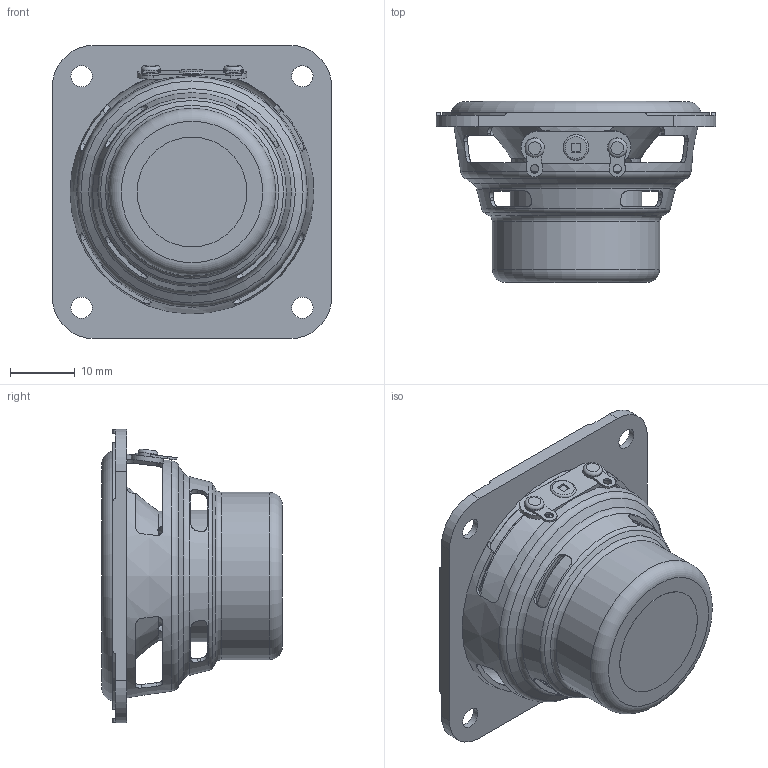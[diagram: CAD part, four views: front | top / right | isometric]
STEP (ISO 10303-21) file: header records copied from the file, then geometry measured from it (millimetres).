
FILE_DESCRIPTION(/* description */ (''),/* implementation_level */ '2;1');
FILE_NAME(/* name */ 'AS04504PS-X-R.stp',/* time_stamp */ '2019-10-15T10:24:26-04:00',/* author */ ('VanDenBroek'),/* organization */ (''),/* preprocessor_version */ 'ST-DEVELOPER v16.1',/* originating_system */ 'Autodesk Inventor 2016',/* authorisation */ '');
FILE_SCHEMA (('AUTOMOTIVE_DESIGN { 1 0 10303 214 3 1 1 }'));
Length unit declared in the file: millimetre
Products named in the file (1): AS04504PS-X-R
Bounding box: 43.3 x 28.01 x 45.4 mm (x, y, z)
Volume: 6777.7 mm3; surface area: 15645 mm2
Topology: 1 solids, 1 shells, 239 faces, 682 edges, 448 vertices
Faces by surface type: cylinder 99, plane 97, torus 27, cone 14, bspline 2
Full cylindrical faces by diameter (mm): 1.3 x2, 2 x6, 3 x2, 3.3 x4, 17 x1, 18.5 x1, 19.249 x1, 19.86 x1, 20 x2, 20.33 x1, 21.9 x1, 23.686 x1, 25.9 x1, 37.75 x1, 38.8 x1, 41.25 x1
Entity records: 8998 total; most frequent: CARTESIAN_POINT 3003, ORIENTED_EDGE 1200, DIRECTION 1079, EDGE_CURVE 598, AXIS2_PLACEMENT_3D 452, VERTEX_POINT 433, EDGE_LOOP 347, FACE_OUTER_BOUND 239
